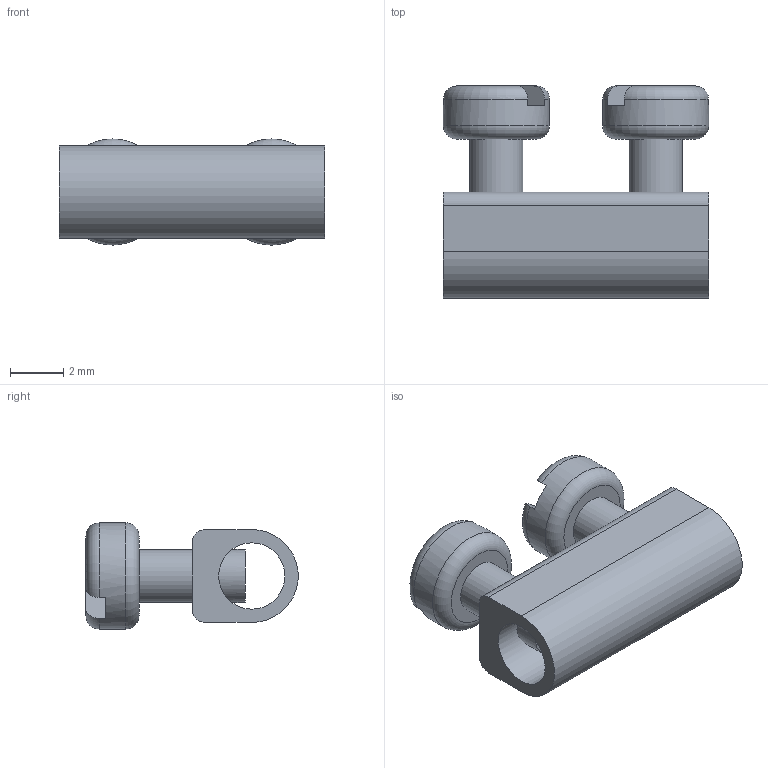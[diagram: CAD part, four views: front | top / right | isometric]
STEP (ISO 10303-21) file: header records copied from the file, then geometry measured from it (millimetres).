
FILE_DESCRIPTION (( 'STEP AP214' ), '1' );
FILE_NAME ('connector_1.STEP', '2021-01-23T15:50:29', ( 'User Windows' ), ( '' ), 'SwSTEP 2.0', 'SolidWorks 2017', '' );
FILE_SCHEMA (( 'AUTOMOTIVE_DESIGN' ));
Length unit declared in the file: millimetre
Products named in the file (1): connector_1
Bounding box: 10 x 7.99 x 4 mm (x, y, z)
Volume: 136.9 mm3; surface area: 344.4 mm2
Topology: 1 solids, 1 shells, 35 faces, 82 edges, 55 vertices
Faces by surface type: plane 19, cylinder 10, torus 6
Full cylindrical faces by diameter (mm): 2 x4, 2.5 x1, 4 x2
Entity records: 1147 total; most frequent: CARTESIAN_POINT 260, DIRECTION 160, ORIENTED_EDGE 136, EDGE_CURVE 68, AXIS2_PLACEMENT_3D 66, EDGE_LOOP 52, VERTEX_POINT 50, FACE_OUTER_BOUND 44
